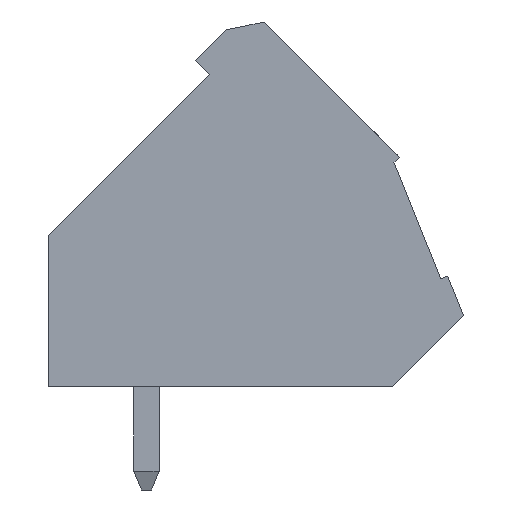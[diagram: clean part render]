
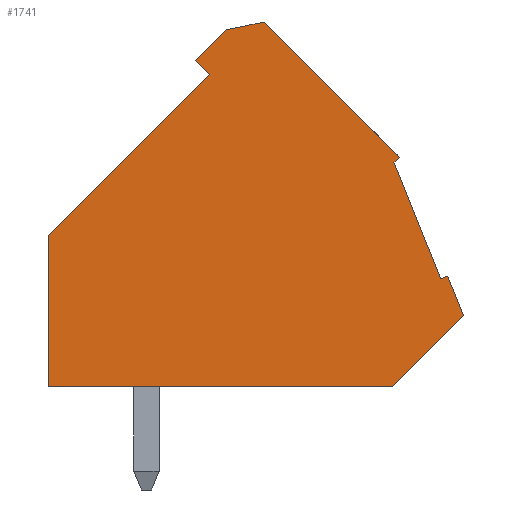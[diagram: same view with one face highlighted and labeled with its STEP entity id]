
A CAD part, left-side view. The second image highlights one B-rep face of the part: STEP entity #1741.
In plain terms, the highlighted planar face has unit normal (-1, 0, 0).
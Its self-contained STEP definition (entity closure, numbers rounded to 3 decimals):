
#1741 = ADVANCED_FACE( '', ( #3434 ), #3435, .F. );
#3434 = FACE_OUTER_BOUND( '', #5086, .T. );
#3435 = PLANE( '', #5087 );
#5086 = EDGE_LOOP( '', ( #10152, #10153, #10154, #10155, #10156, #10157, #10158, #10159, #10160, #10161, #10162, #10163 ) );
#5087 = AXIS2_PLACEMENT_3D( '', #10164, #10165, #10166 );
#10152 = ORIENTED_EDGE( '', *, *, #12322, .F. );
#10153 = ORIENTED_EDGE( '', *, *, #11936, .F. );
#10154 = ORIENTED_EDGE( '', *, *, #11690, .F. );
#10155 = ORIENTED_EDGE( '', *, *, #12063, .F. );
#10156 = ORIENTED_EDGE( '', *, *, #10311, .F. );
#10157 = ORIENTED_EDGE( '', *, *, #12142, .F. );
#10158 = ORIENTED_EDGE( '', *, *, #10842, .F. );
#10159 = ORIENTED_EDGE( '', *, *, #10508, .F. );
#10160 = ORIENTED_EDGE( '', *, *, #11153, .F. );
#10161 = ORIENTED_EDGE( '', *, *, #11926, .F. );
#10162 = ORIENTED_EDGE( '', *, *, #12247, .F. );
#10163 = ORIENTED_EDGE( '', *, *, #12186, .F. );
#10164 = CARTESIAN_POINT( '', ( -31.18, 0., 0. ) );
#10165 = DIRECTION( '', ( 1., 0., 0. ) );
#10166 = DIRECTION( '', ( 0., 0., -1. ) );
#10311 = EDGE_CURVE( '', #12371, #12372, #12373, .T. );
#10508 = EDGE_CURVE( '', #12726, #12727, #12728, .T. );
#10842 = EDGE_CURVE( '', #12727, #13293, #13296, .T. );
#11153 = EDGE_CURVE( '', #13810, #12726, #13811, .T. );
#11690 = EDGE_CURVE( '', #14606, #14607, #14608, .T. );
#11926 = EDGE_CURVE( '', #14915, #13810, #14916, .T. );
#11936 = EDGE_CURVE( '', #14607, #14926, #14927, .T. );
#12063 = EDGE_CURVE( '', #12372, #14606, #15079, .T. );
#12142 = EDGE_CURVE( '', #13293, #12371, #15177, .T. );
#12186 = EDGE_CURVE( '', #15225, #15227, #15228, .T. );
#12247 = EDGE_CURVE( '', #15227, #14915, #15297, .T. );
#12322 = EDGE_CURVE( '', #14926, #15225, #15374, .T. );
#12371 = VERTEX_POINT( '', #15431 );
#12372 = VERTEX_POINT( '', #15432 );
#12373 = LINE( '', #15433, #15434 );
#12726 = VERTEX_POINT( '', #15953 );
#12727 = VERTEX_POINT( '', #15954 );
#12728 = LINE( '', #15955, #15956 );
#13293 = VERTEX_POINT( '', #16785 );
#13296 = LINE( '', #16790, #16791 );
#13810 = VERTEX_POINT( '', #17547 );
#13811 = LINE( '', #17548, #17549 );
#14606 = VERTEX_POINT( '', #18761 );
#14607 = VERTEX_POINT( '', #18762 );
#14608 = LINE( '', #18763, #18764 );
#14915 = VERTEX_POINT( '', #19224 );
#14916 = LINE( '', #19225, #19226 );
#14926 = VERTEX_POINT( '', #19241 );
#14927 = LINE( '', #19242, #19243 );
#15079 = LINE( '', #19480, #19481 );
#15177 = LINE( '', #19627, #19628 );
#15225 = VERTEX_POINT( '', #19703 );
#15227 = VERTEX_POINT( '', #19706 );
#15228 = LINE( '', #19707, #19708 );
#15297 = LINE( '', #19809, #19810 );
#15374 = LINE( '', #19905, #19906 );
#15431 = CARTESIAN_POINT( '', ( -31.18, -7.109, 6.126 ) );
#15432 = CARTESIAN_POINT( '', ( -31.18, -6.897, 5.914 ) );
#15433 = CARTESIAN_POINT( '', ( -31.18, -7.109, 6.126 ) );
#15434 = VECTOR( '', #19958, 1000. );
#15953 = CARTESIAN_POINT( '', ( -31.18, 0.987, 9.98 ) );
#15954 = CARTESIAN_POINT( '', ( -31.18, -0.215, 11.182 ) );
#15955 = CARTESIAN_POINT( '', ( -31.18, 0.987, 9.98 ) );
#15956 = VECTOR( '', #20158, 1000. );
#16785 = CARTESIAN_POINT( '', ( -31.18, -1.735, 11.5 ) );
#16790 = CARTESIAN_POINT( '', ( -31.18, -0.215, 11.182 ) );
#16791 = VECTOR( '', #20473, 1000. );
#17547 = CARTESIAN_POINT( '', ( -31.18, 0.422, 9.414 ) );
#17548 = CARTESIAN_POINT( '', ( -31.18, 0.422, 9.414 ) );
#17549 = VECTOR( '', #20782, 1000. );
#18761 = CARTESIAN_POINT( '', ( -31.18, -8.752, 1.294 ) );
#18762 = CARTESIAN_POINT( '', ( -31.18, -9.031, 1.406 ) );
#18763 = CARTESIAN_POINT( '', ( -31.18, -8.752, 1.294 ) );
#18764 = VECTOR( '', #21281, 1000. );
#19224 = CARTESIAN_POINT( '', ( -31.18, 6.836, 3. ) );
#19225 = CARTESIAN_POINT( '', ( -31.18, 6.836, 3. ) );
#19226 = VECTOR( '', #21486, 1000. );
#19241 = CARTESIAN_POINT( '', ( -31.18, -9.664, -0.172 ) );
#19242 = CARTESIAN_POINT( '', ( -31.18, -9.031, 1.406 ) );
#19243 = VECTOR( '', #21492, 1000. );
#19480 = CARTESIAN_POINT( '', ( -31.18, -6.897, 5.914 ) );
#19481 = VECTOR( '', #21578, 1000. );
#19627 = CARTESIAN_POINT( '', ( -31.18, -1.735, 11.5 ) );
#19628 = VECTOR( '', #21645, 1000. );
#19703 = CARTESIAN_POINT( '', ( -31.18, -6.836, -3. ) );
#19706 = CARTESIAN_POINT( '', ( -31.18, 6.836, -3. ) );
#19707 = CARTESIAN_POINT( '', ( -31.18, -6.836, -3. ) );
#19708 = VECTOR( '', #21686, 1000. );
#19809 = CARTESIAN_POINT( '', ( -31.18, 6.836, -3. ) );
#19810 = VECTOR( '', #21728, 1000. );
#19905 = CARTESIAN_POINT( '', ( -31.18, -9.664, -0.172 ) );
#19906 = VECTOR( '', #21759, 1000. );
#19958 = DIRECTION( '', ( 0., 0.707, -0.707 ) );
#20158 = DIRECTION( '', ( 0., -0.707, 0.707 ) );
#20473 = DIRECTION( '', ( 0., -0.979, 0.205 ) );
#20782 = DIRECTION( '', ( 0., 0.707, 0.707 ) );
#21281 = DIRECTION( '', ( 0., -0.928, 0.373 ) );
#21486 = DIRECTION( '', ( 0., -0.707, 0.707 ) );
#21492 = DIRECTION( '', ( 0., -0.373, -0.928 ) );
#21578 = DIRECTION( '', ( 0., -0.373, -0.928 ) );
#21645 = DIRECTION( '', ( 0., -0.707, -0.707 ) );
#21686 = DIRECTION( '', ( 0., 1., 0. ) );
#21728 = DIRECTION( '', ( 0., 0., 1. ) );
#21759 = DIRECTION( '', ( 0., 0.707, -0.707 ) );
